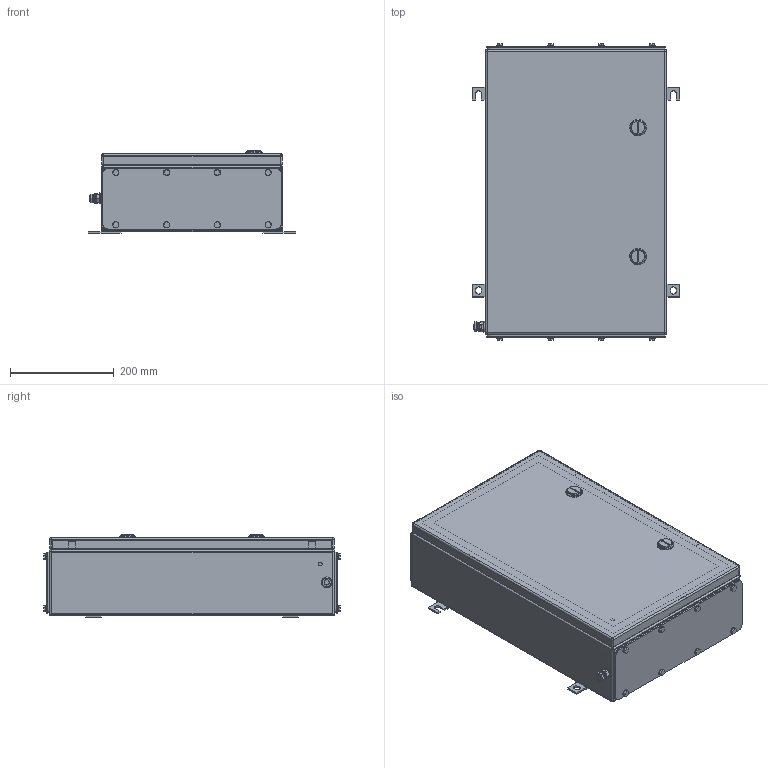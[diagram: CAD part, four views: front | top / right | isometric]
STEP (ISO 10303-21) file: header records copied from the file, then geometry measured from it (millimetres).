
FILE_DESCRIPTION(('CATIA V5 STEP Exchange','CAx-IF Rec.Pracs.--- Model Styling and Organization---1.4--- 2014-01-23'),'2;1');
FILE_NAME ('008829-6_3_1200570000_1200570000.stp','2019-09-23T08:51:09+00:00',('none'),('Weidmueller'),'CATIA Version 5-6 Release 2016 SP3 HF44','CATIA V5 STEP AP214','none');
FILE_SCHEMA(('AUTOMOTIVE_DESIGN { 1 0 10303 214 1 1 1 1 }'));
Length unit declared in the file: millimetre
Products named in the file (1): 1200570000
Bounding box: 401 x 572 x 159.8 mm (x, y, z)
Volume: 1533708.2 mm3; surface area: 1720684.2 mm2
Topology: 82 solids, 84 shells, 1659 faces, 3816 edges, 2386 vertices
Faces by surface type: plane 739, cylinder 698, cone 168, sphere 24, torus 22, bspline 8
Entity records: 44571 total; most frequent: CARTESIAN_POINT 9219, ORIENTED_EDGE 7488, DIRECTION 5983, EDGE_CURVE 3744, AXIS2_PLACEMENT_3D 2629, VERTEX_POINT 2386, VECTOR 2112, LINE 2112
